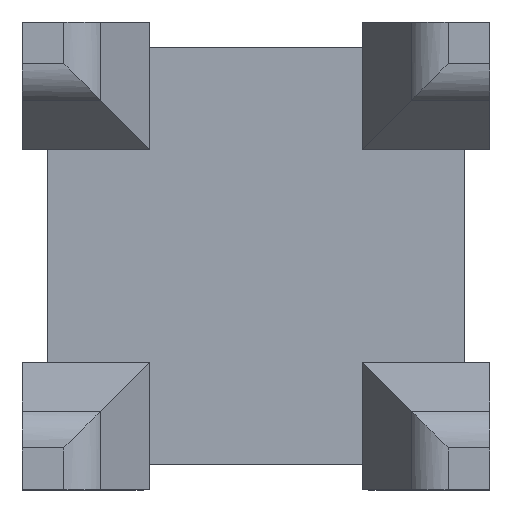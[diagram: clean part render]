
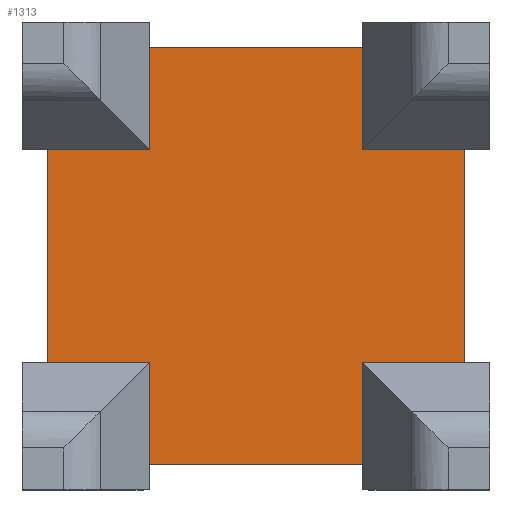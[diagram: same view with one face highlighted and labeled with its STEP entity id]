
A CAD part, top view. The second image highlights one B-rep face of the part: STEP entity #1313.
In plain terms, the highlighted planar face has unit normal (0, 0, 1).
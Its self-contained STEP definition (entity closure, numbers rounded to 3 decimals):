
#17 = DIRECTION ( 'NONE',  ( 1., 0., 0. ) ) ;
#25 = CARTESIAN_POINT ( 'NONE',  ( -9.8, 5., 6. ) ) ;
#32 = DIRECTION ( 'NONE',  ( 1., 0., 0. ) ) ;
#69 = DIRECTION ( 'NONE',  ( -1., 0., 0. ) ) ;
#101 = VECTOR ( 'NONE', #1968, 1000. ) ;
#124 = ORIENTED_EDGE ( 'NONE', *, *, #1465, .T. ) ;
#138 = AXIS2_PLACEMENT_3D ( 'NONE', #1889, #1119, #155 ) ;
#155 = DIRECTION ( 'NONE',  ( -1., 0., 0. ) ) ;
#199 = LINE ( 'NONE', #528, #1769 ) ;
#216 = CARTESIAN_POINT ( 'NONE',  ( 5., -11., 6. ) ) ;
#240 = CARTESIAN_POINT ( 'NONE',  ( 11., 5., 6. ) ) ;
#285 = VECTOR ( 'NONE', #32, 1000. ) ;
#311 = LINE ( 'NONE', #216, #1105 ) ;
#333 = VERTEX_POINT ( 'NONE', #1972 ) ;
#340 = VECTOR ( 'NONE', #1304, 1000. ) ;
#363 = FACE_OUTER_BOUND ( 'NONE', #1625, .T. ) ;
#392 = VECTOR ( 'NONE', #516, 1000. ) ;
#400 = CARTESIAN_POINT ( 'NONE',  ( -9.8, 5., 6. ) ) ;
#432 = CARTESIAN_POINT ( 'NONE',  ( 5., 9.8, 6. ) ) ;
#449 = LINE ( 'NONE', #1973, #2060 ) ;
#466 = VERTEX_POINT ( 'NONE', #432 ) ;
#473 = LINE ( 'NONE', #1948, #645 ) ;
#516 = DIRECTION ( 'NONE',  ( 0., 1., 0. ) ) ;
#528 = CARTESIAN_POINT ( 'NONE',  ( -11., -5., 6. ) ) ;
#534 = CARTESIAN_POINT ( 'NONE',  ( -5., -9.8, 6. ) ) ;
#541 = ORIENTED_EDGE ( 'NONE', *, *, #1141, .F. ) ;
#549 = DIRECTION ( 'NONE',  ( -1., 0., 0. ) ) ;
#582 = CARTESIAN_POINT ( 'NONE',  ( -5., 9.8, 6. ) ) ;
#602 = VERTEX_POINT ( 'NONE', #1546 ) ;
#645 = VECTOR ( 'NONE', #549, 1000. ) ;
#670 = CARTESIAN_POINT ( 'NONE',  ( 9.8, -5., 6. ) ) ;
#679 = ORIENTED_EDGE ( 'NONE', *, *, #1178, .F. ) ;
#699 = CARTESIAN_POINT ( 'NONE',  ( -5., -11., 6. ) ) ;
#705 = DIRECTION ( 'NONE',  ( 1., 0., 0. ) ) ;
#709 = VERTEX_POINT ( 'NONE', #1427 ) ;
#778 = ORIENTED_EDGE ( 'NONE', *, *, #1043, .F. ) ;
#786 = LINE ( 'NONE', #699, #1984 ) ;
#800 = PLANE ( 'NONE',  #138 ) ;
#804 = ORIENTED_EDGE ( 'NONE', *, *, #1002, .T. ) ;
#839 = CARTESIAN_POINT ( 'NONE',  ( -11., 5., 6. ) ) ;
#860 = VECTOR ( 'NONE', #69, 1000. ) ;
#875 = CARTESIAN_POINT ( 'NONE',  ( 9.8, 5., 6. ) ) ;
#891 = ORIENTED_EDGE ( 'NONE', *, *, #1031, .F. ) ;
#895 = CARTESIAN_POINT ( 'NONE',  ( -5., -5., 6. ) ) ;
#904 = ORIENTED_EDGE ( 'NONE', *, *, #1138, .F. ) ;
#913 = VERTEX_POINT ( 'NONE', #1300 ) ;
#943 = DIRECTION ( 'NONE',  ( 1., 0., 0. ) ) ;
#1002 = EDGE_CURVE ( 'NONE', #1734, #1684, #786, .T. ) ;
#1018 = EDGE_CURVE ( 'NONE', #1684, #709, #1160, .T. ) ;
#1031 = EDGE_CURVE ( 'NONE', #1985, #709, #311, .T. ) ;
#1043 = EDGE_CURVE ( 'NONE', #2048, #1985, #473, .T. ) ;
#1092 = EDGE_CURVE ( 'NONE', #2048, #1733, #1315, .T. ) ;
#1105 = VECTOR ( 'NONE', #1319, 1000. ) ;
#1111 = EDGE_CURVE ( 'NONE', #1733, #913, #1270, .T. ) ;
#1119 = DIRECTION ( 'NONE',  ( 0., 0., -1. ) ) ;
#1123 = EDGE_CURVE ( 'NONE', #913, #466, #1682, .T. ) ;
#1133 = LINE ( 'NONE', #25, #340 ) ;
#1138 = EDGE_CURVE ( 'NONE', #1731, #466, #449, .T. ) ;
#1141 = EDGE_CURVE ( 'NONE', #602, #1731, #1227, .T. ) ;
#1145 = CARTESIAN_POINT ( 'NONE',  ( -5., 11., 6. ) ) ;
#1160 = LINE ( 'NONE', #534, #1934 ) ;
#1178 = EDGE_CURVE ( 'NONE', #1463, #602, #1533, .T. ) ;
#1181 = EDGE_CURVE ( 'NONE', #333, #1463, #1133, .T. ) ;
#1212 = ORIENTED_EDGE ( 'NONE', *, *, #1111, .T. ) ;
#1227 = LINE ( 'NONE', #1145, #392 ) ;
#1232 = ORIENTED_EDGE ( 'NONE', *, *, #1018, .T. ) ;
#1270 = LINE ( 'NONE', #240, #860 ) ;
#1300 = CARTESIAN_POINT ( 'NONE',  ( 5., 5., 6. ) ) ;
#1304 = DIRECTION ( 'NONE',  ( 0., 1., 0. ) ) ;
#1313 = ADVANCED_FACE ( 'NONE', ( #363 ), #800, .F. ) ;
#1315 = LINE ( 'NONE', #875, #101 ) ;
#1319 = DIRECTION ( 'NONE',  ( 0., -1., 0. ) ) ;
#1427 = CARTESIAN_POINT ( 'NONE',  ( 5., -9.8, 6. ) ) ;
#1463 = VERTEX_POINT ( 'NONE', #400 ) ;
#1465 = EDGE_CURVE ( 'NONE', #333, #1734, #199, .T. ) ;
#1525 = ORIENTED_EDGE ( 'NONE', *, *, #1181, .F. ) ;
#1533 = LINE ( 'NONE', #839, #285 ) ;
#1546 = CARTESIAN_POINT ( 'NONE',  ( -5., 5., 6. ) ) ;
#1625 = EDGE_LOOP ( 'NONE', ( #124, #804, #1232, #891, #778, #1817, #1212, #1749, #904, #541, #679, #1525 ) ) ;
#1653 = CARTESIAN_POINT ( 'NONE',  ( 5., 11., 6. ) ) ;
#1668 = CARTESIAN_POINT ( 'NONE',  ( 9.8, 5., 6. ) ) ;
#1682 = LINE ( 'NONE', #1653, #1730 ) ;
#1684 = VERTEX_POINT ( 'NONE', #1967 ) ;
#1716 = CARTESIAN_POINT ( 'NONE',  ( 5., -5., 6. ) ) ;
#1730 = VECTOR ( 'NONE', #1810, 1000. ) ;
#1731 = VERTEX_POINT ( 'NONE', #582 ) ;
#1733 = VERTEX_POINT ( 'NONE', #1668 ) ;
#1734 = VERTEX_POINT ( 'NONE', #895 ) ;
#1749 = ORIENTED_EDGE ( 'NONE', *, *, #1123, .T. ) ;
#1769 = VECTOR ( 'NONE', #943, 1000. ) ;
#1770 = DIRECTION ( 'NONE',  ( 0., -1., 0. ) ) ;
#1810 = DIRECTION ( 'NONE',  ( 0., 1., 0. ) ) ;
#1817 = ORIENTED_EDGE ( 'NONE', *, *, #1092, .T. ) ;
#1889 = CARTESIAN_POINT ( 'NONE',  ( -11., 11., 6. ) ) ;
#1934 = VECTOR ( 'NONE', #705, 1000. ) ;
#1948 = CARTESIAN_POINT ( 'NONE',  ( 11., -5., 6. ) ) ;
#1967 = CARTESIAN_POINT ( 'NONE',  ( -5., -9.8, 6. ) ) ;
#1968 = DIRECTION ( 'NONE',  ( 0., 1., 0. ) ) ;
#1972 = CARTESIAN_POINT ( 'NONE',  ( -9.8, -5., 6. ) ) ;
#1973 = CARTESIAN_POINT ( 'NONE',  ( -5., 9.8, 6. ) ) ;
#1984 = VECTOR ( 'NONE', #1770, 1000. ) ;
#1985 = VERTEX_POINT ( 'NONE', #1716 ) ;
#2048 = VERTEX_POINT ( 'NONE', #670 ) ;
#2060 = VECTOR ( 'NONE', #17, 1000. ) ;
